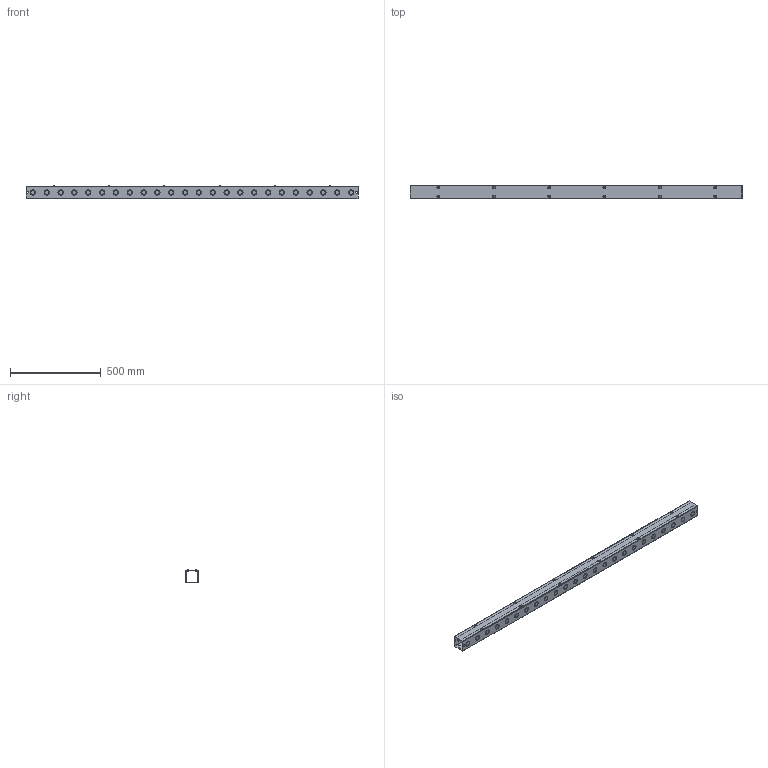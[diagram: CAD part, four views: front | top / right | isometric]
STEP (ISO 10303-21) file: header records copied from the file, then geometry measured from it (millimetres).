
FILE_DESCRIPTION(/* description */ ('WW, S, BLR, GALV, 2.5X2.5X72'),/* implementation_level */ '2;1');
FILE_NAME(/* name */ 'S2272G.stp',/* time_stamp */ '2017-06-23T19:56:59+05:00',/* author */ ('vdas'),/* organization */ (''),/* preprocessor_version */ 'ST-DEVELOPER v16.1',/* originating_system */ 'Autodesk Inventor 2016',/* authorisation */ '');
FILE_SCHEMA (('AUTOMOTIVE_DESIGN { 1 0 10303 214 3 1 1 }'));
Length unit declared in the file: inch
Products named in the file (4): S2272GBLR; S2272GLID; 372141; S2272G
Assembly tree (14 placements, depth 2):
  S2272G
    S2272GBLR
    S2272GLID
    372141  x12
Bounding box: 1828.8 x 68.25 x 71.69 mm (x, y, z)
Volume: 856381.8 mm3; surface area: 1088035 mm2
Topology: 14 solids, 14 shells, 1300 faces, 2932 edges, 1768 vertices
Faces by surface type: plane 484, cone 324, cylinder 300, torus 168, bspline 24
Full cylindrical faces by diameter (mm): 4.089 x12, 4.595 x96, 6.35 x4, 7.938 x12, 22.225 x48, 28.575 x48
Entity records: 13002 total; most frequent: CARTESIAN_POINT 2739, DIRECTION 2138, ORIENTED_EDGE 1640, AXIS2_PLACEMENT_3D 913, EDGE_CURVE 820, EDGE_LOOP 798, VERTEX_POINT 630, FACE_OUTER_BOUND 463
